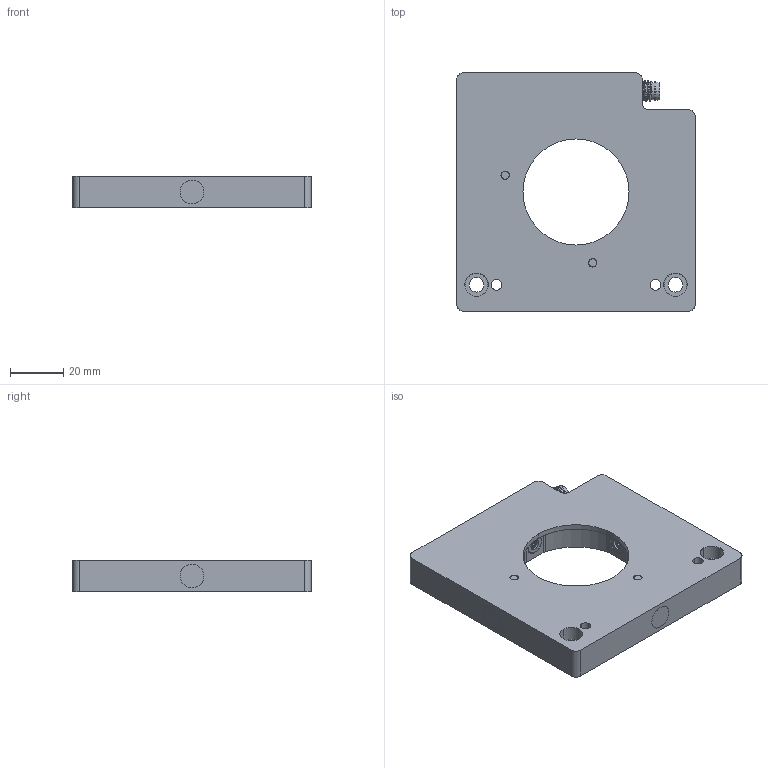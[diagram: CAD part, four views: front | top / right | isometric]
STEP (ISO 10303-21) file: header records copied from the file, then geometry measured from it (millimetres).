
FILE_DESCRIPTION (( 'STEP AP203' ), '1' );
FILE_NAME ('ORL2-40T-2PS6.STEP', '2014-11-06T07:51:40', ( '' ), ( '' ), 'SwSTEP 2.0', 'SolidWorks 2014', '' );
FILE_SCHEMA (( 'CONFIG_CONTROL_DESIGN' ));
Length unit declared in the file: millimetre
Products named in the file (1): ORL2-40T-2PS6
Bounding box: 90 x 90 x 12 mm (x, y, z)
Surface area: 20169.6 mm2 (no closed solid volume)
Topology: 0 solids, 16 shells, 180 faces, 461 edges, 304 vertices
Faces by surface type: cylinder 84, plane 43, cone 42, bspline 11
Entity records: 7129 total; most frequent: CARTESIAN_POINT 2673, DIRECTION 970, ORIENTED_EDGE 837, EDGE_CURVE 453, AXIS2_PLACEMENT_3D 407, VERTEX_POINT 304, CIRCLE 237, EDGE_LOOP 221
